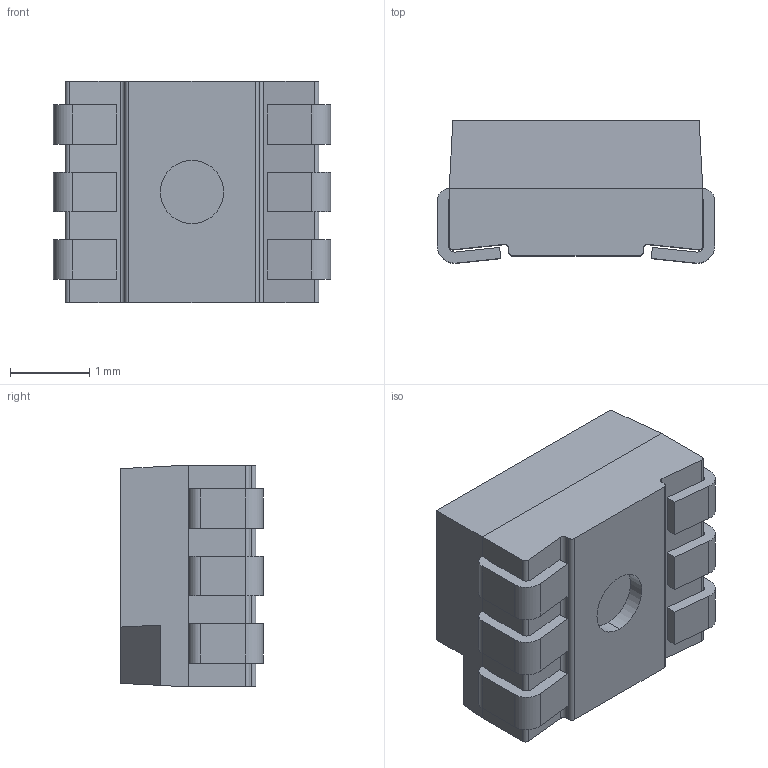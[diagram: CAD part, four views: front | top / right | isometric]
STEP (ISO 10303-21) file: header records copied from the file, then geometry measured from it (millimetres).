
FILE_DESCRIPTION (( 'STEP AP214' ), '1' );
FILE_NAME ('150352M173300.STEP', '2021-06-14T09:25:26', ( '' ), ( '' ), 'SwSTEP 2.0', 'SolidWorks 2018', '' );
FILE_SCHEMA (( 'AUTOMOTIVE_DESIGN' ));
Length unit declared in the file: millimetre
Products named in the file (1): 150352M173300
Bounding box: 3.5 x 1.8 x 2.8 mm (x, y, z)
Volume: 12.8 mm3; surface area: 52.5 mm2
Topology: 7 solids, 7 shells, 106 faces, 266 edges, 176 vertices
Faces by surface type: plane 70, cylinder 32, cone 4
Entity records: 4358 total; most frequent: DIRECTION 552, CARTESIAN_POINT 549, ORIENTED_EDGE 532, EDGE_CURVE 266, VECTOR 194, LINE 194, AXIS2_PLACEMENT_3D 179, VERTEX_POINT 176
